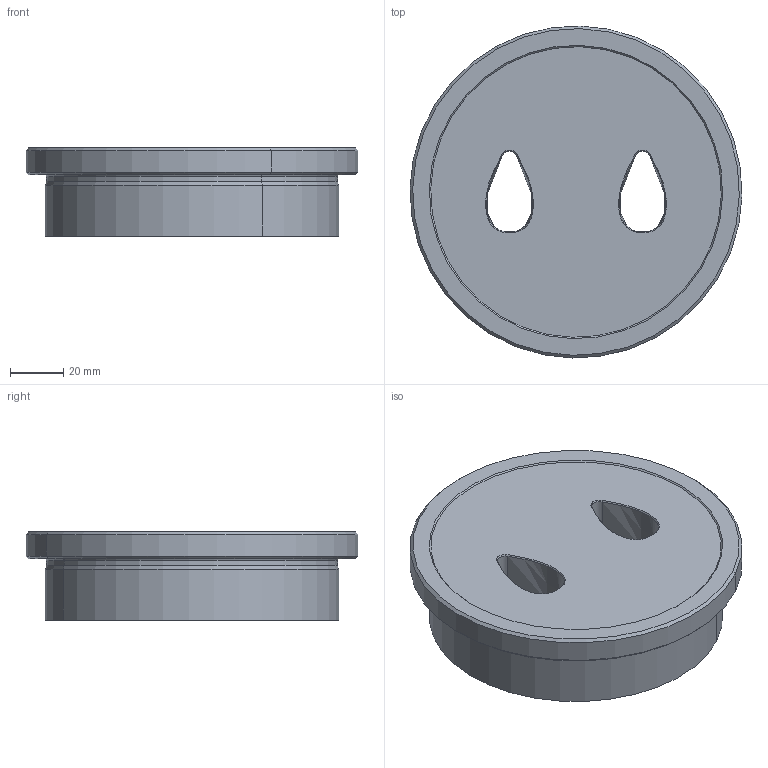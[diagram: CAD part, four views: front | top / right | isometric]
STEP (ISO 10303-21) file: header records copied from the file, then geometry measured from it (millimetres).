
FILE_DESCRIPTION(('CATIA V5 STEP Exchange'),'2;1');
FILE_NAME('Matrix - goute eau.stp','2023-05-09T20:12:02+00:00',('none'),('none'),'CATIA Version 5 Release 19 SP 2 (IN-10)','CATIA V5 STEP AP203','none');
FILE_SCHEMA(('CONFIG_CONTROL_DESIGN'));
Length unit declared in the file: millimetre
Products named in the file (1): Matrix - goute eau
Bounding box: 124.47 x 124.47 x 33.1 mm (x, y, z)
Volume: 310072 mm3; surface area: 39334.6 mm2
Topology: 1 solids, 1 shells, 40 faces, 84 edges, 48 vertices
Faces by surface type: cone 14, cylinder 8, bspline 8, plane 4, extrusion 4, torus 2
Entity records: 1841 total; most frequent: CARTESIAN_POINT 1048, ORIENTED_EDGE 168, DIRECTION 106, EDGE_CURVE 84, AXIS2_PLACEMENT_3D 57, VERTEX_POINT 48, EDGE_LOOP 46, ADVANCED_FACE 40
